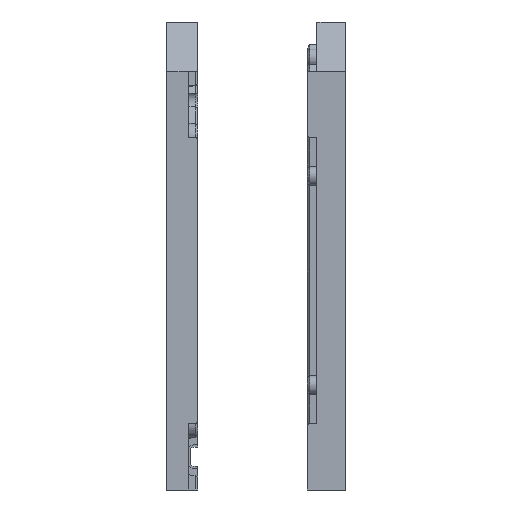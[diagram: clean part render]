
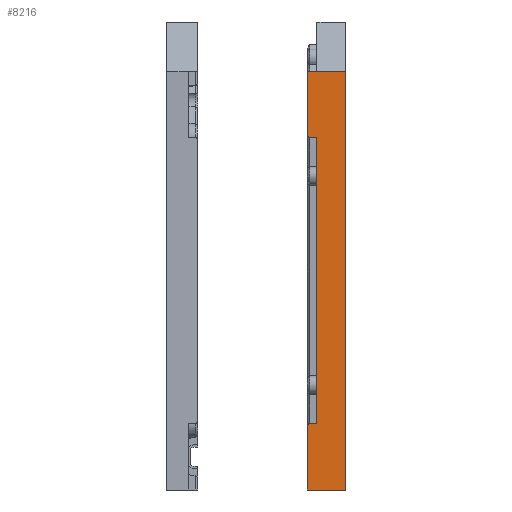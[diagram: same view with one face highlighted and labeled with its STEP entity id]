
A CAD part, front view. The second image highlights one B-rep face of the part: STEP entity #8216.
In plain terms, the highlighted planar face has unit normal (0, -1, 0).
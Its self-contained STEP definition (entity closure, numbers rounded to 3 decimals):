
#272=FACE_OUTER_BOUND('',#728,.T.);
#728=EDGE_LOOP('',(#5507,#5508,#5509,#5510,#5511,#5512,#5513,#5514,#5515,
#5516));
#1633=LINE('',#11961,#2527);
#1641=LINE('',#11980,#2535);
#1644=LINE('',#11989,#2538);
#1645=LINE('',#11991,#2539);
#1646=LINE('',#11993,#2540);
#1647=LINE('',#11995,#2541);
#1648=LINE('',#11997,#2542);
#1649=LINE('',#11999,#2543);
#1650=LINE('',#12001,#2544);
#1651=LINE('',#12002,#2545);
#2527=VECTOR('',#9526,10.);
#2535=VECTOR('',#9540,10.);
#2538=VECTOR('',#9545,10.);
#2539=VECTOR('',#9546,10.);
#2540=VECTOR('',#9547,10.);
#2541=VECTOR('',#9548,10.);
#2542=VECTOR('',#9549,10.);
#2543=VECTOR('',#9550,10.);
#2544=VECTOR('',#9551,10.);
#2545=VECTOR('',#9552,10.);
#3426=VERTEX_POINT('',#11958);
#3427=VERTEX_POINT('',#11960);
#3434=VERTEX_POINT('',#11978);
#3435=VERTEX_POINT('',#11979);
#3438=VERTEX_POINT('',#11990);
#3439=VERTEX_POINT('',#11992);
#3440=VERTEX_POINT('',#11994);
#3441=VERTEX_POINT('',#11996);
#3442=VERTEX_POINT('',#11998);
#3443=VERTEX_POINT('',#12000);
#4223=EDGE_CURVE('',#3427,#3426,#1633,.T.);
#4232=EDGE_CURVE('',#3434,#3435,#1641,.T.);
#4236=EDGE_CURVE('',#3427,#3434,#1644,.T.);
#4237=EDGE_CURVE('',#3438,#3426,#1645,.T.);
#4238=EDGE_CURVE('',#3439,#3438,#1646,.T.);
#4239=EDGE_CURVE('',#3440,#3439,#1647,.T.);
#4240=EDGE_CURVE('',#3441,#3440,#1648,.T.);
#4241=EDGE_CURVE('',#3442,#3441,#1649,.T.);
#4242=EDGE_CURVE('',#3443,#3442,#1650,.T.);
#4243=EDGE_CURVE('',#3443,#3435,#1651,.T.);
#5507=ORIENTED_EDGE('',*,*,#4232,.F.);
#5508=ORIENTED_EDGE('',*,*,#4236,.F.);
#5509=ORIENTED_EDGE('',*,*,#4223,.T.);
#5510=ORIENTED_EDGE('',*,*,#4237,.F.);
#5511=ORIENTED_EDGE('',*,*,#4238,.F.);
#5512=ORIENTED_EDGE('',*,*,#4239,.F.);
#5513=ORIENTED_EDGE('',*,*,#4240,.F.);
#5514=ORIENTED_EDGE('',*,*,#4241,.F.);
#5515=ORIENTED_EDGE('',*,*,#4242,.F.);
#5516=ORIENTED_EDGE('',*,*,#4243,.T.);
#7932=PLANE('',#8697);
#8216=ADVANCED_FACE('',(#272),#7932,.T.);
#8697=AXIS2_PLACEMENT_3D('',#11988,#9543,#9544);
#9526=DIRECTION('',(1.,0.,0.));
#9540=DIRECTION('',(0.707,0.,0.707));
#9543=DIRECTION('center_axis',(0.,-1.,0.));
#9544=DIRECTION('ref_axis',(0.,0.,-1.));
#9545=DIRECTION('',(0.,0.,1.));
#9546=DIRECTION('',(0.,0.,-1.));
#9547=DIRECTION('',(1.,0.,0.));
#9548=DIRECTION('',(0.,0.,1.));
#9549=DIRECTION('',(-0.707,0.,0.707));
#9550=DIRECTION('',(-1.,0.,0.));
#9551=DIRECTION('',(0.,0.,1.));
#9552=DIRECTION('',(-1.,0.,0.));
#11958=CARTESIAN_POINT('',(-80.9,-90.427,-79.627));
#11960=CARTESIAN_POINT('',(-88.9,-90.427,-79.627));
#11961=CARTESIAN_POINT('',(-86.9,-90.427,-79.627));
#11978=CARTESIAN_POINT('',(-88.9,-90.427,-66.128));
#11979=CARTESIAN_POINT('',(-88.4,-90.427,-65.628));
#11980=CARTESIAN_POINT('',(-84.15,-90.427,-61.377));
#11988=CARTESIAN_POINT('Origin',(-86.9,-90.427,-49.627));
#11989=CARTESIAN_POINT('',(-88.9,-90.427,-65.628));
#11990=CARTESIAN_POINT('',(-80.9,-90.427,8.373));
#11991=CARTESIAN_POINT('',(-80.9,-90.427,-21.627));
#11992=CARTESIAN_POINT('',(-88.9,-90.427,8.373));
#11993=CARTESIAN_POINT('',(-86.9,-90.427,8.373));
#11994=CARTESIAN_POINT('',(-88.9,-90.427,-5.127));
#11995=CARTESIAN_POINT('',(-88.9,-90.427,-5.627));
#11996=CARTESIAN_POINT('',(-88.4,-90.427,-5.627));
#11997=CARTESIAN_POINT('',(-77.15,-90.427,-16.877));
#11998=CARTESIAN_POINT('',(-86.9,-90.427,-5.627));
#11999=CARTESIAN_POINT('',(-86.9,-90.427,-5.627));
#12000=CARTESIAN_POINT('',(-86.9,-90.427,-65.628));
#12001=CARTESIAN_POINT('',(-86.9,-90.427,-21.627));
#12002=CARTESIAN_POINT('',(-86.9,-90.427,-65.628));
